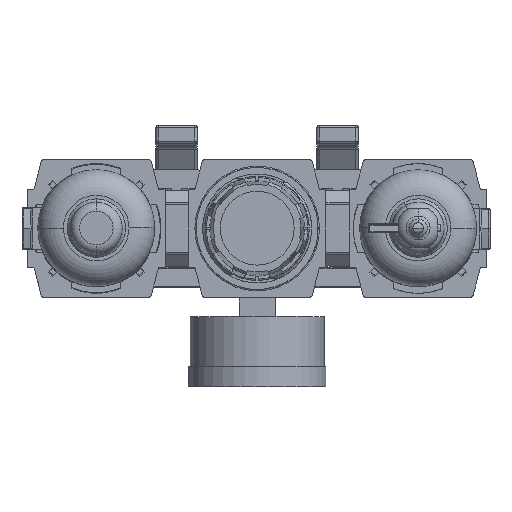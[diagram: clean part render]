
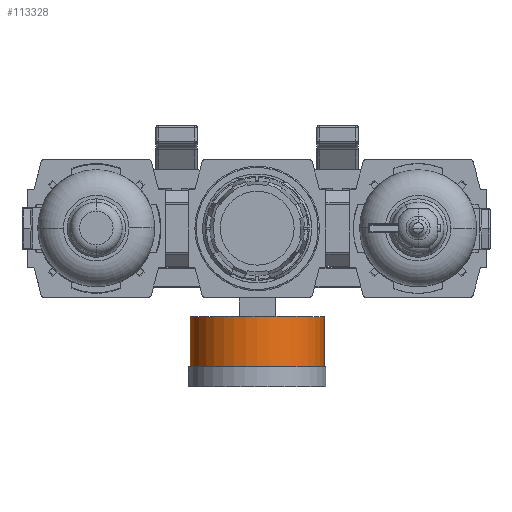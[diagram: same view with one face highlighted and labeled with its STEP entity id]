
A CAD part, top view. The second image highlights one B-rep face of the part: STEP entity #113328.
In plain terms, the highlighted cylindrical face has radius 25.8 mm (diameter 51.6 mm), a partial arc.
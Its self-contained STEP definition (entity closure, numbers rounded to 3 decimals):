
#1878 = EDGE_CURVE ( 'NONE', #42354, #33607, #104857, .T. ) ;
#2819 = EDGE_LOOP ( 'NONE', ( #44391, #8674, #46694, #64599 ) ) ;
#3905 = FACE_OUTER_BOUND ( 'NONE', #2819, .T. ) ;
#8060 = CARTESIAN_POINT ( 'NONE',  ( 0., 0., -27. ) ) ;
#8674 = ORIENTED_EDGE ( 'NONE', *, *, #61842, .T. ) ;
#9058 = CARTESIAN_POINT ( 'NONE',  ( 0., 0., -27. ) ) ;
#11634 = CARTESIAN_POINT ( 'NONE',  ( -25.8, 0., -7.7 ) ) ;
#12950 = EDGE_CURVE ( 'NONE', #89103, #104952, #100557, .T. ) ;
#17254 = DIRECTION ( 'NONE',  ( 0., 0., 1. ) ) ;
#18241 = DIRECTION ( 'NONE',  ( 1., 0., 0. ) ) ;
#19609 = CARTESIAN_POINT ( 'NONE',  ( 0., 0., -7.7 ) ) ;
#27391 = CARTESIAN_POINT ( 'NONE',  ( -25.8, 0., -27. ) ) ;
#28831 = DIRECTION ( 'NONE',  ( 1., 0., 0. ) ) ;
#33068 = AXIS2_PLACEMENT_3D ( 'NONE', #9058, #72876, #18241 ) ;
#33429 = CARTESIAN_POINT ( 'NONE',  ( 25.8, 0., -7.7 ) ) ;
#33542 = CARTESIAN_POINT ( 'NONE',  ( 25.8, 0., -27. ) ) ;
#33607 = VERTEX_POINT ( 'NONE', #11634 ) ;
#34032 = VECTOR ( 'NONE', #52175, 1000. ) ;
#35188 = LINE ( 'NONE', #111725, #56527 ) ;
#42354 = VERTEX_POINT ( 'NONE', #33429 ) ;
#44391 = ORIENTED_EDGE ( 'NONE', *, *, #12950, .T. ) ;
#46354 = AXIS2_PLACEMENT_3D ( 'NONE', #19609, #83414, #28831 ) ;
#46694 = ORIENTED_EDGE ( 'NONE', *, *, #1878, .F. ) ;
#52175 = DIRECTION ( 'NONE',  ( 0., 0., 1. ) ) ;
#56527 = VECTOR ( 'NONE', #93387, 1000. ) ;
#61842 = EDGE_CURVE ( 'NONE', #104952, #33607, #35188, .T. ) ;
#63079 = DIRECTION ( 'NONE',  ( 1., 0., 0. ) ) ;
#64599 = ORIENTED_EDGE ( 'NONE', *, *, #104864, .F. ) ;
#72876 = DIRECTION ( 'NONE',  ( 0., 0., 1. ) ) ;
#82527 = LINE ( 'NONE', #97619, #34032 ) ;
#83414 = DIRECTION ( 'NONE',  ( 0., 0., 1. ) ) ;
#89103 = VERTEX_POINT ( 'NONE', #33542 ) ;
#89520 = CYLINDRICAL_SURFACE ( 'NONE', #98247, 25.8 ) ;
#93387 = DIRECTION ( 'NONE',  ( 0., 0., 1. ) ) ;
#97619 = CARTESIAN_POINT ( 'NONE',  ( 25.8, 0., -27. ) ) ;
#98247 = AXIS2_PLACEMENT_3D ( 'NONE', #8060, #17254, #63079 ) ;
#100557 = CIRCLE ( 'NONE', #33068, 25.8 ) ;
#104857 = CIRCLE ( 'NONE', #46354, 25.8 ) ;
#104864 = EDGE_CURVE ( 'NONE', #89103, #42354, #82527, .T. ) ;
#104952 = VERTEX_POINT ( 'NONE', #27391 ) ;
#111725 = CARTESIAN_POINT ( 'NONE',  ( -25.8, 0., -27. ) ) ;
#113328 = ADVANCED_FACE ( 'NONE', ( #3905 ), #89520, .T. ) ;
